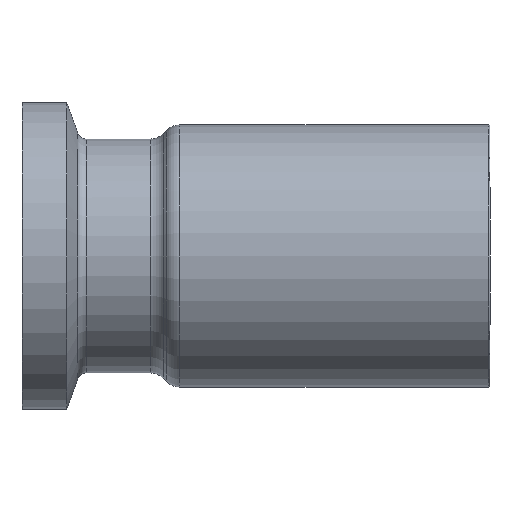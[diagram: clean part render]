
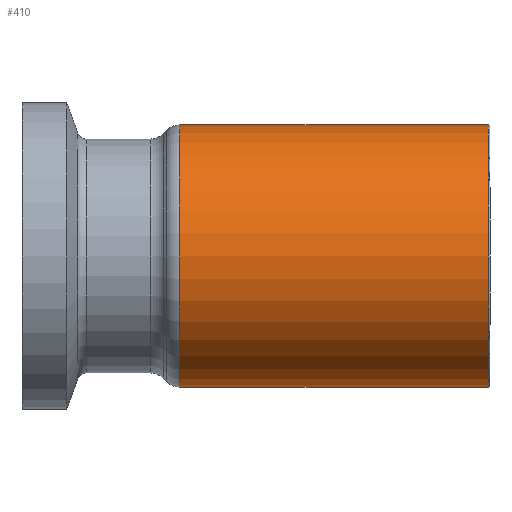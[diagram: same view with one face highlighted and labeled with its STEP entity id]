
A CAD part, front view. The second image highlights one B-rep face of the part: STEP entity #410.
In plain terms, the highlighted cylindrical face has radius 10.668 mm (diameter 21.336 mm), a full revolution.
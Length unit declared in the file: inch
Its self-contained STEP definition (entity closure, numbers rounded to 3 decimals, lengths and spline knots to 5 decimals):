
#29=LINE('',#761,#38);
#38=VECTOR('',#612,0.42);
#45=CYLINDRICAL_SURFACE('',#482,0.42);
#57=FACE_OUTER_BOUND('',#77,.T.);
#77=EDGE_LOOP('',(#326,#327,#328,#329,#330,#331,#332,#333));
#118=CIRCLE('',#478,0.42);
#119=CIRCLE('',#479,0.42);
#121=CIRCLE('',#481,0.42);
#122=CIRCLE('',#483,0.42);
#123=CIRCLE('',#484,0.42);
#124=CIRCLE('',#485,0.42);
#172=VERTEX_POINT('',#748);
#173=VERTEX_POINT('',#749);
#174=VERTEX_POINT('',#751);
#175=VERTEX_POINT('',#756);
#176=VERTEX_POINT('',#757);
#177=VERTEX_POINT('',#759);
#229=EDGE_CURVE('',#172,#173,#118,.T.);
#230=EDGE_CURVE('',#173,#174,#119,.T.);
#232=EDGE_CURVE('',#174,#172,#121,.T.);
#233=EDGE_CURVE('',#175,#176,#122,.T.);
#234=EDGE_CURVE('',#177,#175,#123,.T.);
#235=EDGE_CURVE('',#177,#173,#29,.T.);
#236=EDGE_CURVE('',#176,#177,#124,.T.);
#326=ORIENTED_EDGE('',*,*,#233,.F.);
#327=ORIENTED_EDGE('',*,*,#234,.F.);
#328=ORIENTED_EDGE('',*,*,#235,.T.);
#329=ORIENTED_EDGE('',*,*,#229,.F.);
#330=ORIENTED_EDGE('',*,*,#232,.F.);
#331=ORIENTED_EDGE('',*,*,#230,.F.);
#332=ORIENTED_EDGE('',*,*,#235,.F.);
#333=ORIENTED_EDGE('',*,*,#236,.F.);
#410=ADVANCED_FACE('',(#57),#45,.T.);
#478=AXIS2_PLACEMENT_3D('',#750,#598,#599);
#479=AXIS2_PLACEMENT_3D('',#752,#600,#601);
#481=AXIS2_PLACEMENT_3D('',#754,#604,#605);
#482=AXIS2_PLACEMENT_3D('',#755,#606,#607);
#483=AXIS2_PLACEMENT_3D('',#758,#608,#609);
#484=AXIS2_PLACEMENT_3D('',#760,#610,#611);
#485=AXIS2_PLACEMENT_3D('',#762,#613,#614);
#598=DIRECTION('center_axis',(1.,0.,0.));
#599=DIRECTION('ref_axis',(0.,-1.,0.));
#600=DIRECTION('center_axis',(1.,0.,0.));
#601=DIRECTION('ref_axis',(0.,-1.,0.));
#604=DIRECTION('center_axis',(1.,0.,0.));
#605=DIRECTION('ref_axis',(0.,-1.,0.));
#606=DIRECTION('center_axis',(-1.,0.,0.));
#607=DIRECTION('ref_axis',(0.,1.,0.));
#608=DIRECTION('center_axis',(-1.,0.,0.));
#609=DIRECTION('ref_axis',(0.,-1.,0.));
#610=DIRECTION('center_axis',(-1.,0.,0.));
#611=DIRECTION('ref_axis',(0.,-1.,0.));
#612=DIRECTION('',(1.,0.,0.));
#613=DIRECTION('center_axis',(-1.,0.,0.));
#614=DIRECTION('ref_axis',(0.,-1.,0.));
#748=CARTESIAN_POINT('',(1.495,0.42,0.));
#749=CARTESIAN_POINT('',(1.495,-0.42,0.));
#750=CARTESIAN_POINT('Origin',(1.495,0.,0.));
#751=CARTESIAN_POINT('',(1.495,0.,-0.42));
#752=CARTESIAN_POINT('Origin',(1.495,0.,0.));
#754=CARTESIAN_POINT('Origin',(1.495,0.,0.));
#755=CARTESIAN_POINT('Origin',(0.99029,0.,0.));
#756=CARTESIAN_POINT('',(0.50544,0.42,0.));
#757=CARTESIAN_POINT('',(0.50544,0.,-0.42));
#758=CARTESIAN_POINT('Origin',(0.50544,0.,0.));
#759=CARTESIAN_POINT('',(0.50544,-0.42,0.));
#760=CARTESIAN_POINT('Origin',(0.50544,0.,0.));
#761=CARTESIAN_POINT('',(0.99029,-0.42,0.));
#762=CARTESIAN_POINT('Origin',(0.50544,0.,0.));
